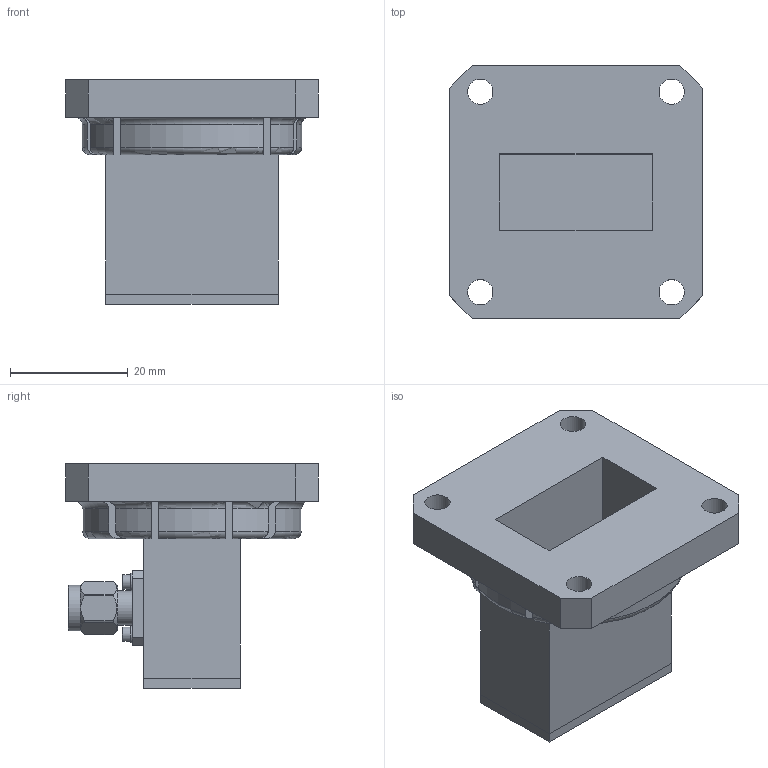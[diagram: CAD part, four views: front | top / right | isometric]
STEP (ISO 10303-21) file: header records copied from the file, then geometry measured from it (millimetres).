
FILE_DESCRIPTION (( 'STEP AP203' ), '1' );
FILE_NAME ('FMWCA9811_3D.step', '2022-03-14T18:22:13', ( '' ), ( '' ), 'SwSTEP 2.0', 'SolidWorks 2021', '' );
FILE_SCHEMA (( 'CONFIG_CONTROL_DESIGN' ));
Length unit declared in the file: inch
Products named in the file (1): FMWCA9811_3D
Bounding box: 42.93 x 42.93 x 38.1 mm (x, y, z)
Volume: 18497.9 mm3; surface area: 11801.4 mm2
Topology: 1 solids, 5 shells, 236 faces, 582 edges, 377 vertices
Faces by surface type: plane 117, cylinder 54, cone 37, torus 16, bspline 12
Full cylindrical faces by diameter (mm): 0.94 x1, 1.194 x1, 1.524 x8, 1.854 x4, 2.438 x4, 2.946 x4, 4.293 x4, 4.445 x1, 5.842 x1, 6.35 x6, 7.762 x1
Entity records: 11497 total; most frequent: CARTESIAN_POINT 6525, ORIENTED_EDGE 1004, DIRECTION 938, EDGE_CURVE 502, AXIS2_PLACEMENT_3D 359, VERTEX_POINT 346, EDGE_LOOP 302, FACE_OUTER_BOUND 253
